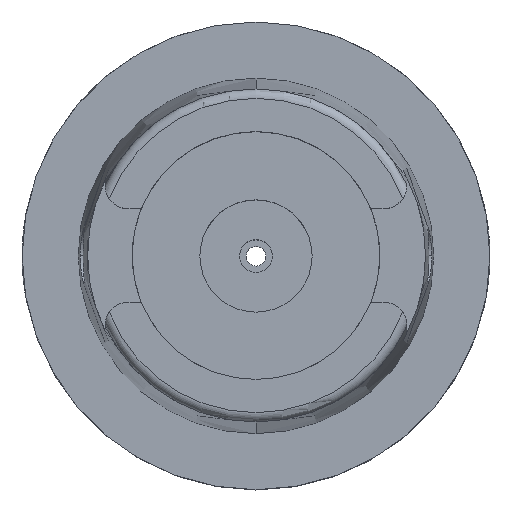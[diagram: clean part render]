
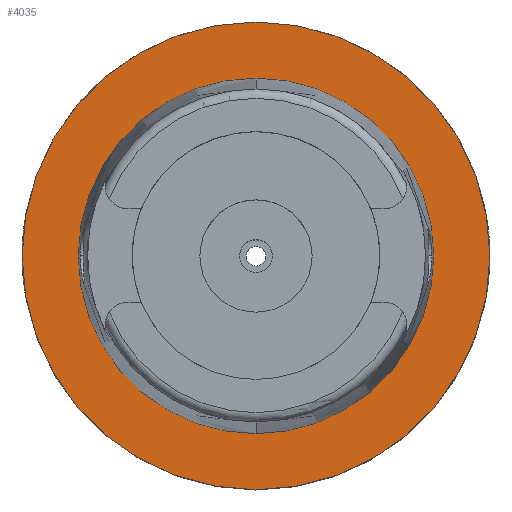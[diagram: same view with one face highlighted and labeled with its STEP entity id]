
A CAD part, top view. The second image highlights one B-rep face of the part: STEP entity #4035.
In plain terms, the highlighted planar face has unit normal (0, 0, 1).
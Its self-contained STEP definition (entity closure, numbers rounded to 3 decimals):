
#1992=CARTESIAN_POINT('',(0.,0.,0.));
#1993=DIRECTION('',(0.,0.,-1.));
#1994=DIRECTION('',(0.,-1.,0.));
#1995=AXIS2_PLACEMENT_3D('',#1992,#1993,#1994);
#2000=CARTESIAN_POINT('',(0.,0.,0.));
#2001=DIRECTION('',(0.,0.,-1.));
#2002=DIRECTION('',(0.,1.,0.));
#2003=AXIS2_PLACEMENT_3D('',#2000,#2001,#2002);
#2008=CARTESIAN_POINT('',(0.,0.,0.));
#2009=DIRECTION('',(0.,0.,1.));
#2010=DIRECTION('',(0.,-1.,0.));
#2011=AXIS2_PLACEMENT_3D('',#2008,#2009,#2010);
#2016=CARTESIAN_POINT('',(0.,0.,0.));
#2017=DIRECTION('',(0.,0.,1.));
#2018=DIRECTION('',(0.,1.,0.));
#2019=AXIS2_PLACEMENT_3D('',#2016,#2017,#2018);
#2316=CARTESIAN_POINT('',(0.,-38.,0.));
#2317=VERTEX_POINT('',#2316);
#2318=CARTESIAN_POINT('',(0.,38.,0.));
#2319=VERTEX_POINT('',#2318);
#2561=CARTESIAN_POINT('',(0.,50.,0.));
#2562=VERTEX_POINT('',#2561);
#2563=CARTESIAN_POINT('',(0.,-50.,0.));
#2564=VERTEX_POINT('',#2563);
#4022=CARTESIAN_POINT('',(0.,0.,0.));
#4023=DIRECTION('',(0.,0.,1.));
#4024=DIRECTION('',(0.,1.,0.));
#4025=AXIS2_PLACEMENT_3D('',#4022,#4023,#4024);
#4026=PLANE('',#4025);
#4027=ORIENTED_EDGE('',*,*,#3787,.T.);
#4028=ORIENTED_EDGE('',*,*,#3896,.T.);
#4029=EDGE_LOOP('',(#4027,#4028));
#4030=FACE_OUTER_BOUND('',#4029,.F.);
#4031=ORIENTED_EDGE('',*,*,#2799,.T.);
#4032=ORIENTED_EDGE('',*,*,#2770,.T.);
#4033=EDGE_LOOP('',(#4031,#4032));
#4034=FACE_BOUND('',#4033,.F.);
#1996=CIRCLE('',#1995,50.);
#2004=CIRCLE('',#2003,50.);
#2012=CIRCLE('',#2011,38.);
#2020=CIRCLE('',#2019,38.);
#2770=EDGE_CURVE('',#2319,#2317,#2020,.T.);
#2799=EDGE_CURVE('',#2317,#2319,#2012,.T.);
#3787=EDGE_CURVE('',#2564,#2562,#1996,.T.);
#3896=EDGE_CURVE('',#2562,#2564,#2004,.T.);
#4035=ADVANCED_FACE('',(#4030,#4034),#4026,.T.);
